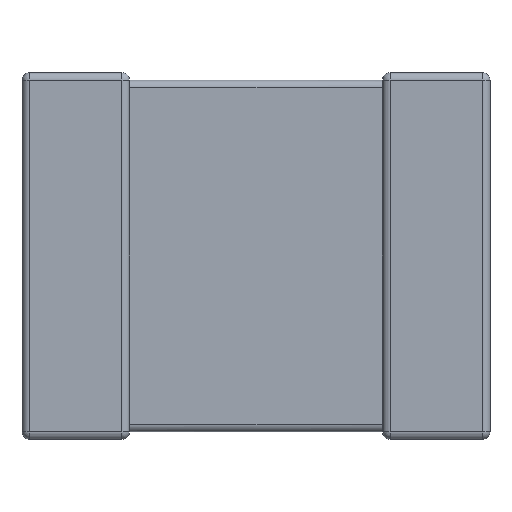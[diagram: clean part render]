
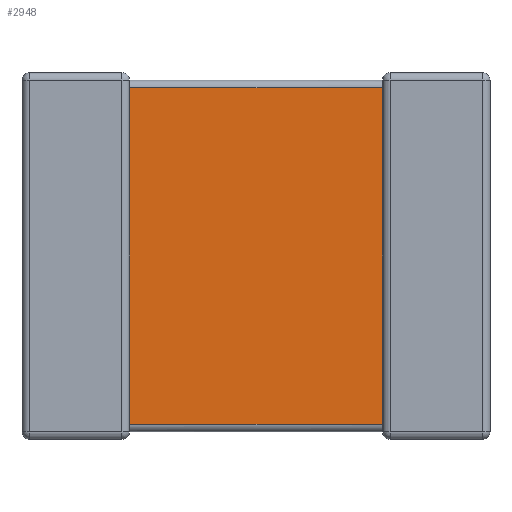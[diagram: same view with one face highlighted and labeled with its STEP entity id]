
A CAD part, front view. The second image highlights one B-rep face of the part: STEP entity #2948.
In plain terms, the highlighted planar face has unit normal (0, -1, 0).
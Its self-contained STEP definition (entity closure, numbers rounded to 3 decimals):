
#7 = DIRECTION ( 'NONE',  ( 0., 0., 1. ) ) ;
#85 = ORIENTED_EDGE ( 'NONE', *, *, #2573, .T. ) ;
#145 = VERTEX_POINT ( 'NONE', #3587 ) ;
#264 = DIRECTION ( 'NONE',  ( -1., 0., 0. ) ) ;
#414 = EDGE_CURVE ( 'NONE', #3593, #145, #2926, .T. ) ;
#617 = EDGE_LOOP ( 'NONE', ( #3214, #930, #85, #3200 ) ) ;
#690 = DIRECTION ( 'NONE',  ( 0., 0., 1. ) ) ;
#707 = EDGE_CURVE ( 'NONE', #3593, #1841, #4091, .T. ) ;
#888 = VECTOR ( 'NONE', #2992, 1000. ) ;
#930 = ORIENTED_EDGE ( 'NONE', *, *, #414, .T. ) ;
#956 = VECTOR ( 'NONE', #264, 1000. ) ;
#998 = PLANE ( 'NONE',  #2207 ) ;
#1057 = CARTESIAN_POINT ( 'NONE',  ( 0.85, 0.06, -2.9 ) ) ;
#1076 = EDGE_CURVE ( 'NONE', #3620, #1841, #1535, .T. ) ;
#1385 = DIRECTION ( 'NONE',  ( 0., -1., 0. ) ) ;
#1442 = CARTESIAN_POINT ( 'NONE',  ( 2.85, 0.06, -2.9 ) ) ;
#1535 = LINE ( 'NONE', #4200, #956 ) ;
#1651 = FACE_OUTER_BOUND ( 'NONE', #617, .T. ) ;
#1841 = VERTEX_POINT ( 'NONE', #3647 ) ;
#2207 = AXIS2_PLACEMENT_3D ( 'NONE', #3519, #1385, #3890 ) ;
#2263 = VECTOR ( 'NONE', #690, 1000. ) ;
#2515 = LINE ( 'NONE', #1442, #4247 ) ;
#2573 = EDGE_CURVE ( 'NONE', #145, #3620, #2515, .T. ) ;
#2873 = CARTESIAN_POINT ( 'NONE',  ( 0.85, 0.06, -2.779 ) ) ;
#2926 = LINE ( 'NONE', #4075, #888 ) ;
#2948 = ADVANCED_FACE ( 'NONE', ( #1651 ), #998, .T. ) ;
#2992 = DIRECTION ( 'NONE',  ( 1., 0., 0. ) ) ;
#3172 = CARTESIAN_POINT ( 'NONE',  ( 2.85, 0.06, -0.121 ) ) ;
#3200 = ORIENTED_EDGE ( 'NONE', *, *, #1076, .T. ) ;
#3214 = ORIENTED_EDGE ( 'NONE', *, *, #707, .F. ) ;
#3519 = CARTESIAN_POINT ( 'NONE',  ( 0.85, 0.06, -2.9 ) ) ;
#3587 = CARTESIAN_POINT ( 'NONE',  ( 2.85, 0.06, -2.779 ) ) ;
#3593 = VERTEX_POINT ( 'NONE', #2873 ) ;
#3620 = VERTEX_POINT ( 'NONE', #3172 ) ;
#3647 = CARTESIAN_POINT ( 'NONE',  ( 0.85, 0.06, -0.121 ) ) ;
#3890 = DIRECTION ( 'NONE',  ( 1., 0., 0. ) ) ;
#4075 = CARTESIAN_POINT ( 'NONE',  ( 2.85, 0.06, -2.779 ) ) ;
#4091 = LINE ( 'NONE', #1057, #2263 ) ;
#4200 = CARTESIAN_POINT ( 'NONE',  ( 0.85, 0.06, -0.121 ) ) ;
#4247 = VECTOR ( 'NONE', #7, 1000. ) ;
